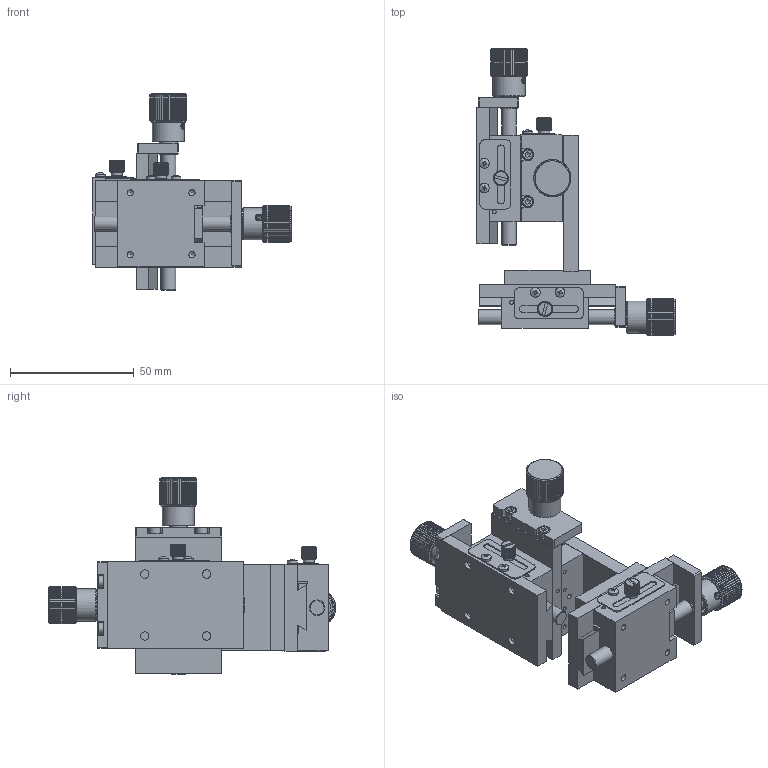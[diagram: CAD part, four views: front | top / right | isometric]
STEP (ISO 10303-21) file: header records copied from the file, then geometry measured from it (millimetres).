
FILE_DESCRIPTION (( 'STEP AP203' ), '1' );
FILE_NAME ('528836.STEP', '2024-10-29T01:50:39', ( 'Windows User' ), ( 'P R C' ), 'SwSTEP 2.0', 'SolidWorks 2020', '' );
FILE_SCHEMA (( 'CONFIG_CONTROL_DESIGN' ));
Length unit declared in the file: millimetre
Products named in the file (1): 528836
Bounding box: 80.1 x 116.16 x 79.5 mm (x, y, z)
Volume: 109631.3 mm3; surface area: 66824.1 mm2
Topology: 56 solids, 56 shells, 2587 faces, 6534 edges, 4124 vertices
Faces by surface type: plane 1215, cone 704, cylinder 644, bspline 24
Full cylindrical faces by diameter (mm): 1.5 x6, 1.6 x30, 1.9 x3, 2 x15, 2.05 x18, 2.2 x6, 2.4 x6, 2.5 x27, 3 x15, 3.4 x18, 3.5 x3, 3.8 x6, 4 x35, 4.1 x3, 4.5 x9, 5 x3, 6 x19, 6.3 x3, 6.5 x3, 7 x15, 7.3 x3, 8.5 x3, 11 x3, 13 x3
Entity records: 82755 total; most frequent: CARTESIAN_POINT 25167, ORIENTED_EDGE 11990, DIRECTION 11300, EDGE_CURVE 5995, AXIS2_PLACEMENT_3D 4498, VERTEX_POINT 3965, EDGE_LOOP 3156, FACE_OUTER_BOUND 2811
